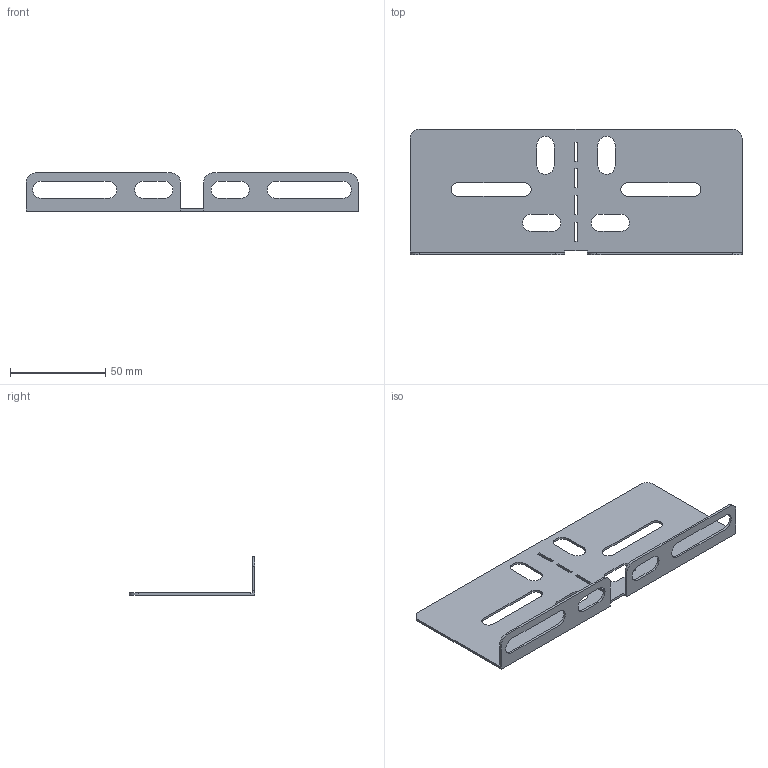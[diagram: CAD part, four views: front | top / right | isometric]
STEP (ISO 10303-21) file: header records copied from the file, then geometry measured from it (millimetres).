
FILE_DESCRIPTION (( 'STEP AP214' ), '1' );
FILE_NAME ('CLM40D-KSR-195.00.07-01 Í80.STEP', '2021-03-08T09:50:27', ( '' ), ( '' ), 'SwSTEP 2.0', 'SolidWorks 2017', '' );
FILE_SCHEMA (( 'AUTOMOTIVE_DESIGN' ));
Length unit declared in the file: millimetre
Products named in the file (1): CLM40D-KSR-195.00.07-01 Í80
Bounding box: 174 x 66 x 20 mm (x, y, z)
Volume: 14533.3 mm3; surface area: 25807.3 mm2
Topology: 1 solids, 1 shells, 86 faces, 252 edges, 168 vertices
Faces by surface type: plane 56, cylinder 30
Entity records: 2946 total; most frequent: CARTESIAN_POINT 507, ORIENTED_EDGE 504, DIRECTION 486, EDGE_CURVE 252, LINE 192, VECTOR 192, VERTEX_POINT 168, AXIS2_PLACEMENT_3D 147
